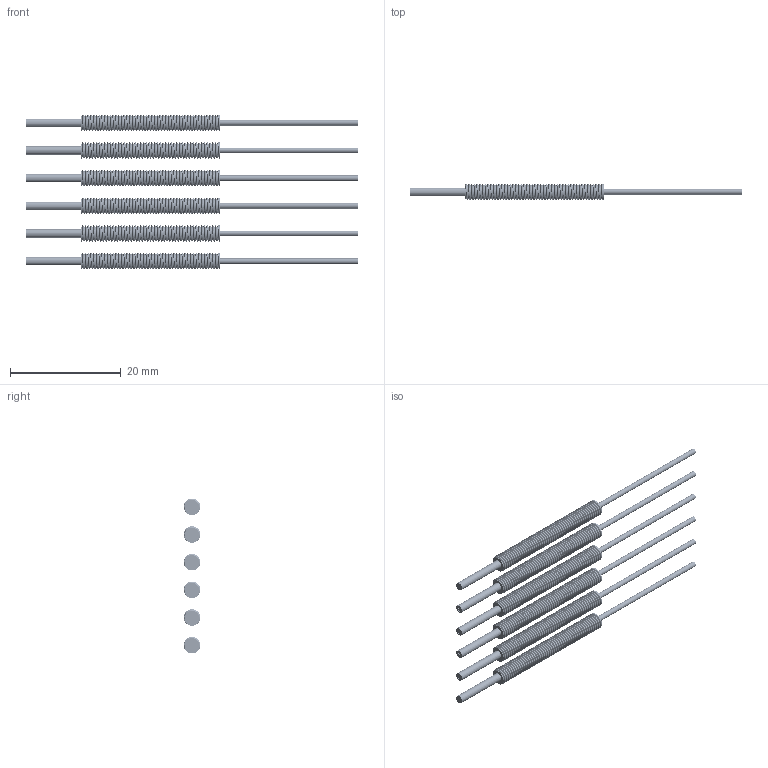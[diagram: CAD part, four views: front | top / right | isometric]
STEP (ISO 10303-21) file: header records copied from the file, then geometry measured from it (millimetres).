
FILE_DESCRIPTION(/* description */ (''),/* implementation_level */ '2;1');
FILE_NAME(/* name */ 'EX-D31Q-6.stp',/* time_stamp */ '2023-04-10T10:11:07+08:00',/* author */ (''),/* organization */ (''),/* preprocessor_version */ 'ST-DEVELOPER v16.7',/* originating_system */ 'SIEMENS PLM Software NX 12.0',/* authorisation */ '');
FILE_SCHEMA (('AUTOMOTIVE_DESIGN { 1 0 10303 214 3 1 1 1 }'));
Products named in the file (1): EX-D31Q-6
Bounding box: 60 x 3 x 28 mm (x, y, z)
Volume: 1029 mm3; surface area: 2870.8 mm2
Topology: 6 solids, 6 shells, 84 faces, 162 edges, 108 vertices
Faces by surface type: cylinder 36, plane 36, bspline 12
Full cylindrical faces by diameter (mm): 1 x6, 1.5 x6
Entity records: 88355 total; most frequent: CARTESIAN_POINT 86701, DIRECTION 308, ORIENTED_EDGE 300, EDGE_CURVE 150, AXIS2_PLACEMENT_3D 139, EDGE_LOOP 114, VERTEX_POINT 108, ADVANCED_FACE 84
